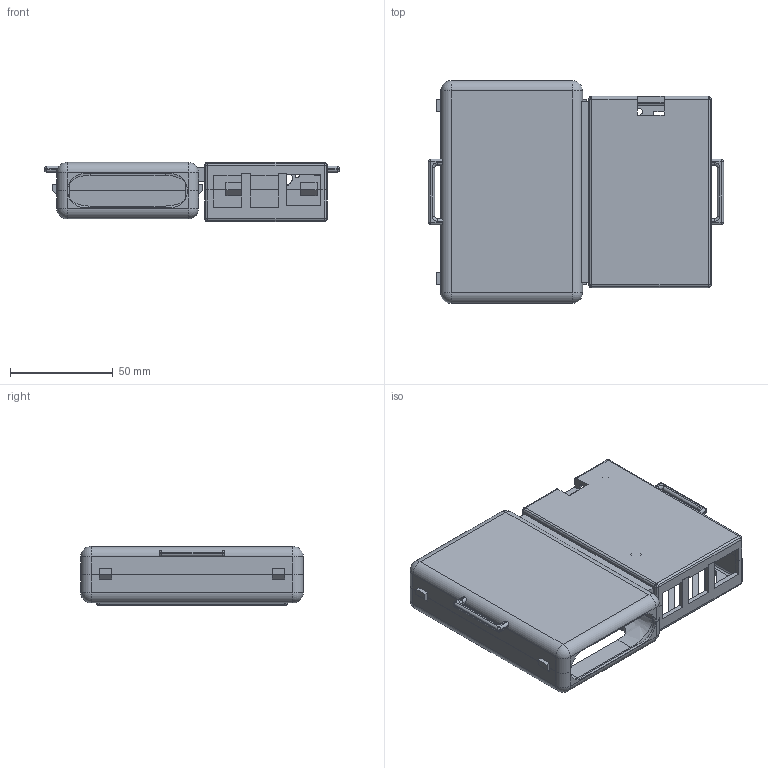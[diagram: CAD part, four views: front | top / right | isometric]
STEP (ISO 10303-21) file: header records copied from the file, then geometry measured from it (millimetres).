
FILE_DESCRIPTION (( 'STEP AP214' ), '1' );
FILE_NAME ('braincase_assembly.STEP', '2024-05-01T09:48:33', ( '' ), ( '' ), 'SwSTEP 2.0', 'SolidWorks 2024', '' );
FILE_SCHEMA (( 'AUTOMOTIVE_DESIGN' ));
Length unit declared in the file: millimetre
Products named in the file (7): pi_top; braincase_top; pi_bottom; Connection^braincase_assembly; Handles^braincase_assembly; braincase_bottom; braincase_assembly
Assembly tree (6 placements, depth 2):
  braincase_assembly
    braincase_bottom
    braincase_top
    pi_bottom
    pi_top
    Connection^braincase_assembly
    Handles^braincase_assembly
Bounding box: 143.65 x 108.3 x 28.81 mm (x, y, z)
Volume: 73535.6 mm3; surface area: 78430.5 mm2
Topology: 7 solids, 7 shells, 643 faces, 1673 edges, 1044 vertices
Faces by surface type: plane 314, cylinder 175, bspline 94, sphere 48, torus 8, cone 4
Entity records: 21397 total; most frequent: CARTESIAN_POINT 5938, ORIENTED_EDGE 3314, DIRECTION 2921, EDGE_CURVE 1657, LINE 1065, VECTOR 1065, VERTEX_POINT 1044, AXIS2_PLACEMENT_3D 928
